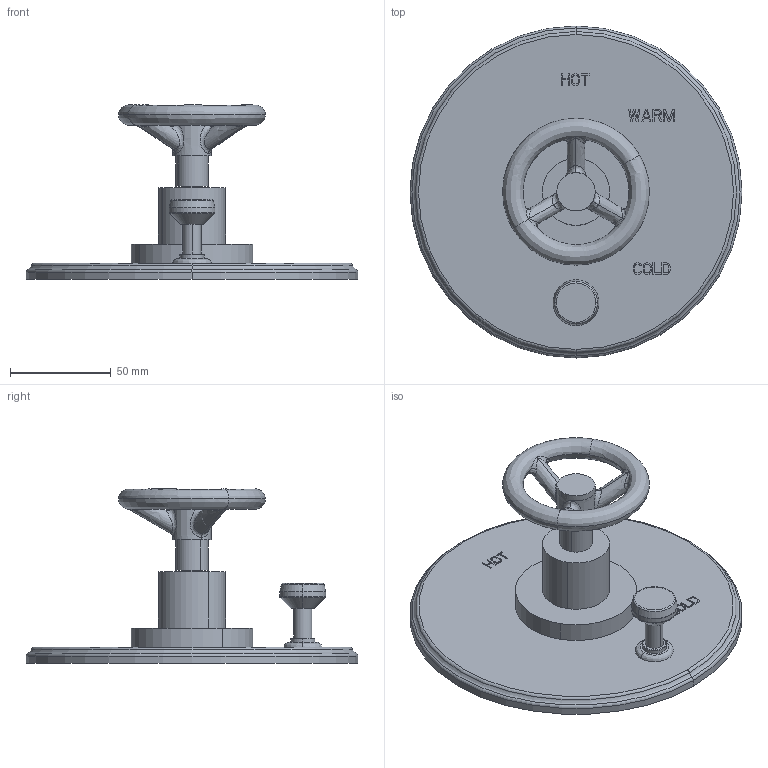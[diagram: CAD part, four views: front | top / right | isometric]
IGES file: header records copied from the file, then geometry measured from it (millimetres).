
Start section:  PTC IGES file: 5-2922bp.igs
Global section: file name: 5-2922bp.igs; native system: Creo Parametric by PTC Inc.; preprocessor: 2018400; author: jinson.thomas; organization: Unknown; date: 20210609.103305; units: inch
Bounding box: 165.1 x 165.1 x 86.77 mm (x, y, z)
Volume: 252763.9 mm3; surface area: 62370.7 mm2
Topology: 1 solids, 1 shells, 336 faces, 900 edges, 587 vertices
Faces by surface type: bspline 288, revolution 48
